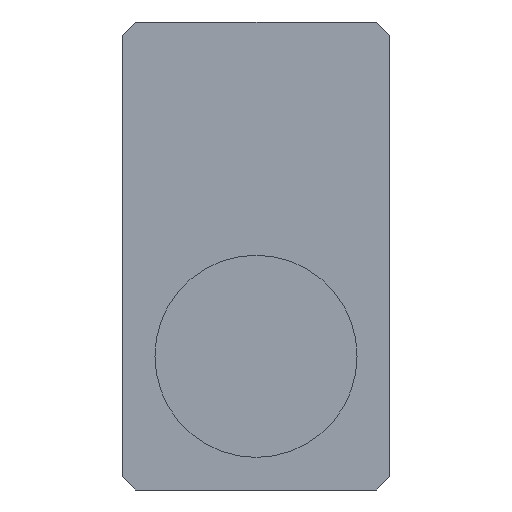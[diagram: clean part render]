
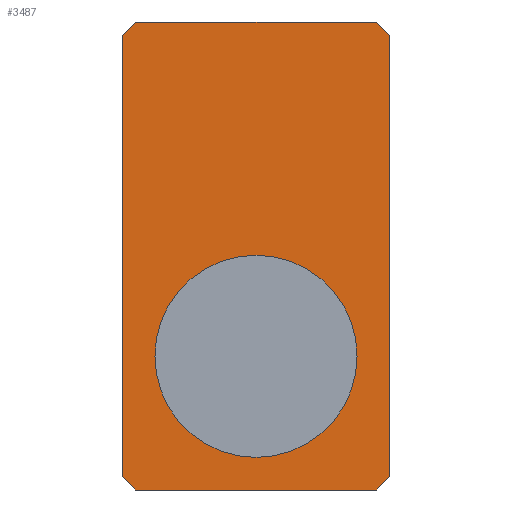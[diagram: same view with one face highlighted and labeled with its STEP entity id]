
A CAD part, left-side view. The second image highlights one B-rep face of the part: STEP entity #3487.
In plain terms, the highlighted planar face has unit normal (-1, 0, 0).
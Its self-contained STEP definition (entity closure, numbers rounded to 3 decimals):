
#35=FACE_BOUND('',#1065,.F.);
#342=PLANE('',#7463);
#694=FACE_OUTER_BOUND('',#1066,.F.);
#1065=EDGE_LOOP('',(#3083,#3084));
#1066=EDGE_LOOP('',(#3085,#3086,#3087,#3088,#3089,#3090,#3091,#3092));
#3083=ORIENTED_EDGE('',*,*,#6120,.T.);
#3084=ORIENTED_EDGE('',*,*,#6119,.T.);
#3085=ORIENTED_EDGE('',*,*,#6146,.F.);
#3086=ORIENTED_EDGE('',*,*,#6129,.T.);
#3087=ORIENTED_EDGE('',*,*,#6152,.F.);
#3088=ORIENTED_EDGE('',*,*,#6137,.T.);
#3089=ORIENTED_EDGE('',*,*,#6148,.T.);
#3090=ORIENTED_EDGE('',*,*,#6141,.T.);
#3091=ORIENTED_EDGE('',*,*,#6151,.T.);
#3092=ORIENTED_EDGE('',*,*,#6133,.T.);
#3487=ADVANCED_FACE('',(#35,#694),#342,.T.);
#4307=LINE('',#12744,#4859);
#4311=LINE('',#12748,#4863);
#4315=LINE('',#12752,#4867);
#4319=LINE('',#12756,#4871);
#4324=LINE('',#12761,#4876);
#4326=LINE('',#12763,#4878);
#4329=LINE('',#12766,#4881);
#4330=LINE('',#12767,#4882);
#4859=VECTOR('',#8480,1.414);
#4863=VECTOR('',#8484,1.414);
#4867=VECTOR('',#8488,1.414);
#4871=VECTOR('',#8492,1.414);
#4876=VECTOR('',#8497,18.);
#4878=VECTOR('',#8499,18.);
#4881=VECTOR('',#8502,33.);
#4882=VECTOR('',#8503,33.);
#5119=CIRCLE('',#7110,7.56);
#5120=CIRCLE('',#7111,7.56);
#6119=EDGE_CURVE('',#6194,#6193,#5119,.T.);
#6120=EDGE_CURVE('',#6193,#6194,#5120,.T.);
#6129=EDGE_CURVE('',#6184,#6183,#4307,.T.);
#6133=EDGE_CURVE('',#6180,#6179,#4311,.T.);
#6137=EDGE_CURVE('',#6176,#6175,#4315,.T.);
#6141=EDGE_CURVE('',#6172,#6171,#4319,.T.);
#6146=EDGE_CURVE('',#6184,#6179,#4324,.T.);
#6148=EDGE_CURVE('',#6175,#6172,#4326,.T.);
#6151=EDGE_CURVE('',#6171,#6180,#4329,.T.);
#6152=EDGE_CURVE('',#6176,#6183,#4330,.T.);
#6171=VERTEX_POINT('',#9240);
#6172=VERTEX_POINT('',#9241);
#6175=VERTEX_POINT('',#9244);
#6176=VERTEX_POINT('',#9245);
#6179=VERTEX_POINT('',#9248);
#6180=VERTEX_POINT('',#9249);
#6183=VERTEX_POINT('',#9252);
#6184=VERTEX_POINT('',#9253);
#6193=VERTEX_POINT('',#9262);
#6194=VERTEX_POINT('',#9263);
#7110=AXIS2_PLACEMENT_3D('',#12734,#8460,#8461);
#7111=AXIS2_PLACEMENT_3D('',#12735,#8462,#8463);
#7463=AXIS2_PLACEMENT_3D('',#19047,#9198,#9199);
#8460=DIRECTION('',(-1.,0.,0.));
#8461=DIRECTION('',(0.,0.,-1.));
#8462=DIRECTION('',(-1.,0.,0.));
#8463=DIRECTION('',(0.,0.,1.));
#8480=DIRECTION('',(0.,-0.707,-0.707));
#8484=DIRECTION('',(0.,-0.707,0.707));
#8488=DIRECTION('',(0.,0.707,-0.707));
#8492=DIRECTION('',(0.,0.707,0.707));
#8497=DIRECTION('',(0.,1.,0.));
#8499=DIRECTION('',(0.,1.,0.));
#8502=DIRECTION('',(0.,0.,1.));
#8503=DIRECTION('',(0.,0.,1.));
#9198=DIRECTION('',(-1.,0.,0.));
#9199=DIRECTION('',(0.,1.,0.));
#9240=CARTESIAN_POINT('',(-55.496,16.5,7.));
#9241=CARTESIAN_POINT('',(-55.496,15.5,6.));
#9244=CARTESIAN_POINT('',(-55.496,-2.5,6.));
#9245=CARTESIAN_POINT('',(-55.496,-3.5,7.));
#9248=CARTESIAN_POINT('',(-55.496,15.5,41.));
#9249=CARTESIAN_POINT('',(-55.496,16.5,40.));
#9252=CARTESIAN_POINT('',(-55.496,-3.5,40.));
#9253=CARTESIAN_POINT('',(-55.496,-2.5,41.));
#9262=CARTESIAN_POINT('',(-55.496,6.5,23.56));
#9263=CARTESIAN_POINT('',(-55.496,6.5,8.44));
#12734=CARTESIAN_POINT('',(-55.496,6.5,16.));
#12735=CARTESIAN_POINT('',(-55.496,6.5,16.));
#12744=CARTESIAN_POINT('',(-55.496,-2.5,41.));
#12748=CARTESIAN_POINT('',(-55.496,16.5,40.));
#12752=CARTESIAN_POINT('',(-55.496,-3.5,7.));
#12756=CARTESIAN_POINT('',(-55.496,15.5,6.));
#12761=CARTESIAN_POINT('',(-55.496,-2.5,41.));
#12763=CARTESIAN_POINT('',(-55.496,-2.5,6.));
#12766=CARTESIAN_POINT('',(-55.496,16.5,7.));
#12767=CARTESIAN_POINT('',(-55.496,-3.5,7.));
#19047=CARTESIAN_POINT('',(-55.496,-3.85,41.35));
